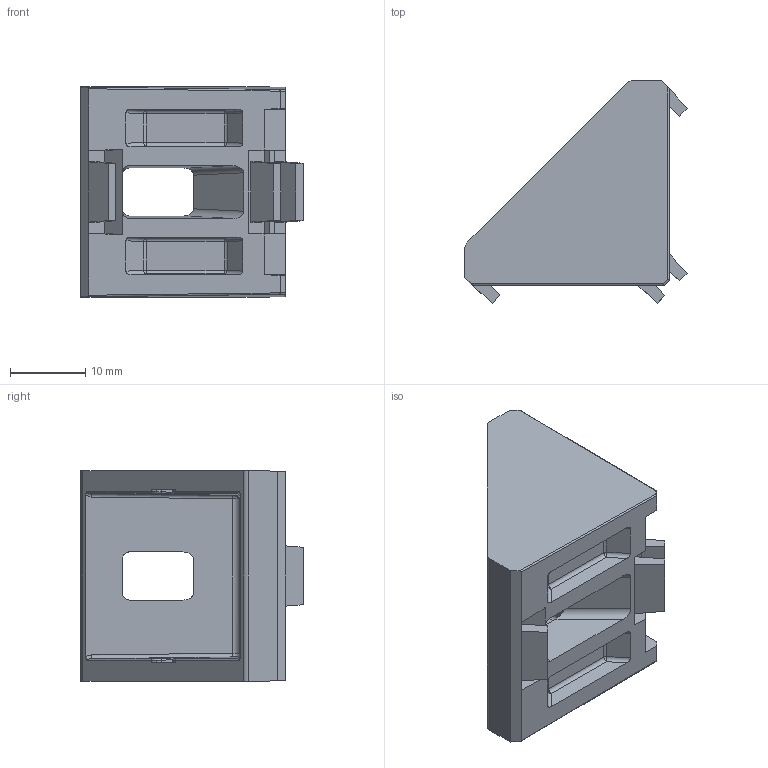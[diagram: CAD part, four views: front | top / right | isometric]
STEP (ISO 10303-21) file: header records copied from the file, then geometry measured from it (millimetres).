
FILE_DESCRIPTION(('STEP AP214'),'1');
FILE_NAME('fath_093w303n08.stp','2017-06-19T09:03:56',('TraceParts'),('TraceParts S.A.'),'Spatial InterOp 3D',' ',' ');
FILE_SCHEMA(('automotive_design'));
Length unit declared in the file: millimetre
Products named in the file (1): fath_093w303n08
Bounding box: 29.57 x 29.57 x 28 mm (x, y, z)
Volume: 7486.4 mm3; surface area: 4993.4 mm2
Topology: 1 solids, 1 shells, 189 faces, 478 edges, 288 vertices
Faces by surface type: plane 88, cylinder 71, sphere 16, bspline 14
Entity records: 7287 total; most frequent: CARTESIAN_POINT 1518, ORIENTED_EDGE 940, DIRECTION 818, EDGE_CURVE 470, LINE 306, VECTOR 306, VERTEX_POINT 288, AXIS2_PLACEMENT_3D 256
